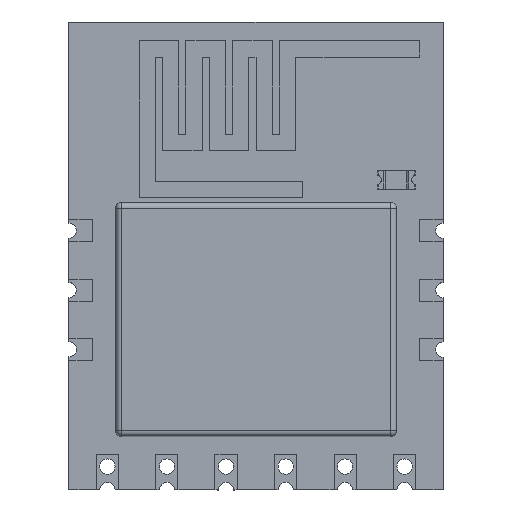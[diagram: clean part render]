
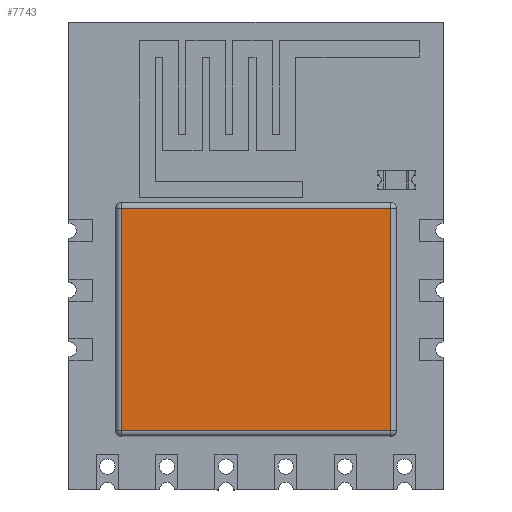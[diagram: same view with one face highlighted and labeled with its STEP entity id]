
A CAD part, top view. The second image highlights one B-rep face of the part: STEP entity #7743.
In plain terms, the highlighted planar face has unit normal (0, 0, 1).
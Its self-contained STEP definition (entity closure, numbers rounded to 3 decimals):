
#6969 = VERTEX_POINT('',#6970);
#6970 = CARTESIAN_POINT('',(-5.75,2.026,3.2));
#6977 = EDGE_CURVE('',#6969,#6978,#6980,.T.);
#6978 = VERTEX_POINT('',#6979);
#6979 = CARTESIAN_POINT('',(5.75,2.026,3.2));
#6980 = LINE('',#6981,#6982);
#6981 = CARTESIAN_POINT('',(-6.,2.026,3.2));
#6982 = VECTOR('',#6983,1.);
#6983 = DIRECTION('',(1.,0.,0.));
#7019 = EDGE_CURVE('',#6978,#7020,#7022,.T.);
#7020 = VERTEX_POINT('',#7021);
#7021 = CARTESIAN_POINT('',(5.75,-7.474,3.2));
#7022 = LINE('',#7023,#7024);
#7023 = CARTESIAN_POINT('',(5.75,2.276,3.2));
#7024 = VECTOR('',#7025,1.);
#7025 = DIRECTION('',(0.,-1.,0.));
#7060 = EDGE_CURVE('',#7020,#7061,#7063,.T.);
#7061 = VERTEX_POINT('',#7062);
#7062 = CARTESIAN_POINT('',(-5.75,-7.474,3.2));
#7063 = LINE('',#7064,#7065);
#7064 = CARTESIAN_POINT('',(6.,-7.474,3.2));
#7065 = VECTOR('',#7066,1.);
#7066 = DIRECTION('',(-1.,0.,0.));
#7102 = EDGE_CURVE('',#7061,#6969,#7103,.T.);
#7103 = LINE('',#7104,#7105);
#7104 = CARTESIAN_POINT('',(-5.75,-7.724,3.2));
#7105 = VECTOR('',#7106,1.);
#7106 = DIRECTION('',(0.,1.,0.));
#7743 = ADVANCED_FACE('',(#7744),#7750,.F.);
#7744 = FACE_BOUND('',#7745,.F.);
#7745 = EDGE_LOOP('',(#7746,#7747,#7748,#7749));
#7746 = ORIENTED_EDGE('',*,*,#7060,.T.);
#7747 = ORIENTED_EDGE('',*,*,#7102,.T.);
#7748 = ORIENTED_EDGE('',*,*,#6977,.T.);
#7749 = ORIENTED_EDGE('',*,*,#7019,.T.);
#7750 = PLANE('',#7751);
#7751 = AXIS2_PLACEMENT_3D('',#7752,#7753,#7754);
#7752 = CARTESIAN_POINT('',(0.,-2.724,3.2));
#7753 = DIRECTION('',(-0.,-0.,-1.));
#7754 = DIRECTION('',(-1.,0.,0.));
